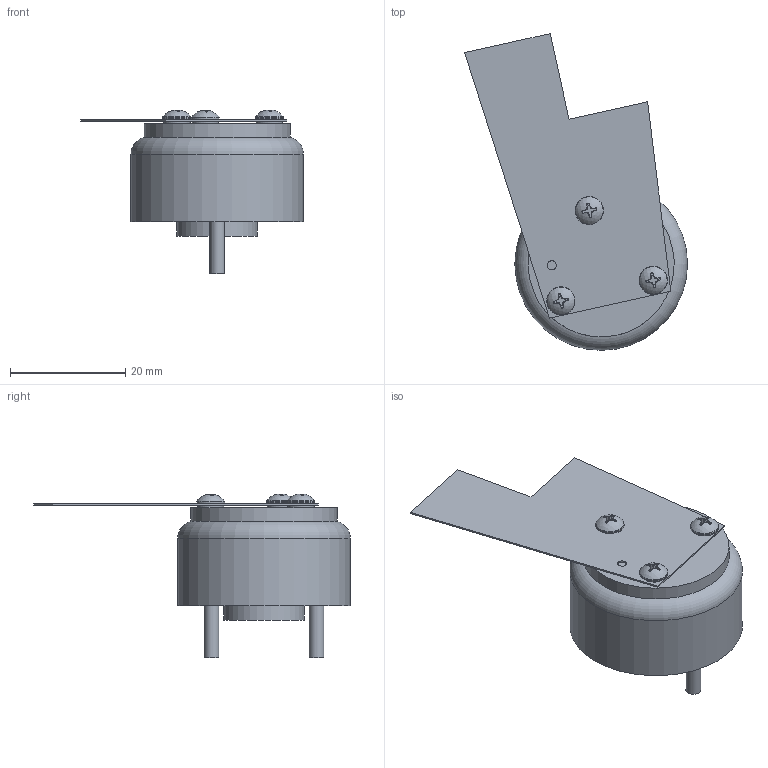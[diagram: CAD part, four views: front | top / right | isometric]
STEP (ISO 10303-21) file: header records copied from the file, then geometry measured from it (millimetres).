
FILE_DESCRIPTION(/* description */ ('STEP AP242','CAx-IF Rec.Pracs.---Representation and Presentation of Product Manufacturing Information (PMI)---4.0---2014-10-13','CAx-IF Rec.Pracs.---3D Tessellated Geometry---0.4---2014-09-14','2;1'),/* implementation_level */ '2;1');
FILE_NAME(/* name */ '68293cc44c62766256954188',/* time_stamp */ '2025-05-18T01:49:56Z',/* author */ (''),/* organization */ (''),/* preprocessor_version */ 'ST-DEVELOPER v20',/* originating_system */ 'ONSHAPE BY PTC INC, 1.198',/* authorisation */ ' ');
FILE_SCHEMA (('AP242_MANAGED_MODEL_BASED_3D_ENGINEERING_MIM_LF { 1 0 10303 442 1 1 4 }'));
Length unit declared in the file: metre
Products named in the file (6): 10open; blade; 91772A089_Passivated 18-8 Stainless Steel Pan Head Phillips Screw; rotor; 90945A707_18-8 Stainless Steel Mil. Spec. Washer; plate
Assembly tree (9 placements, depth 2):
  10open
    blade
    91772A089_Passivated 18-8 Stainless Steel Pan Head Phillips Screw  x3
    rotor
    90945A707_18-8 Stainless Steel Mil. Spec. Washer  x3
    plate
Bounding box: 38.75 x 55.02 x 28.49 mm (x, y, z)
Volume: 12216.5 mm3; surface area: 6599.8 mm2
Topology: 9 solids, 9 shells, 226 faces, 627 edges, 434 vertices
Faces by surface type: plane 84, cylinder 78, cone 33, bspline 18, torus 10, sphere 3
Full cylindrical faces by diameter (mm): 1.575 x1, 2 x3, 2.54 x2, 2.591 x3, 2.667 x3, 2.896 x3, 4.572 x3, 4.902 x3, 14 x1, 25.41 x1, 30 x1
Entity records: 3539 total; most frequent: CARTESIAN_POINT 1212, DIRECTION 452, ORIENTED_EDGE 428, EDGE_CURVE 214, AXIS2_PLACEMENT_3D 197, VERTEX_POINT 163, EDGE_LOOP 139, FACE_BOUND 139
